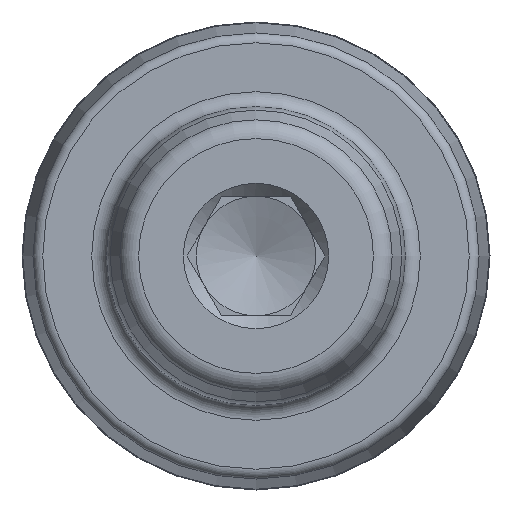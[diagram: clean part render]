
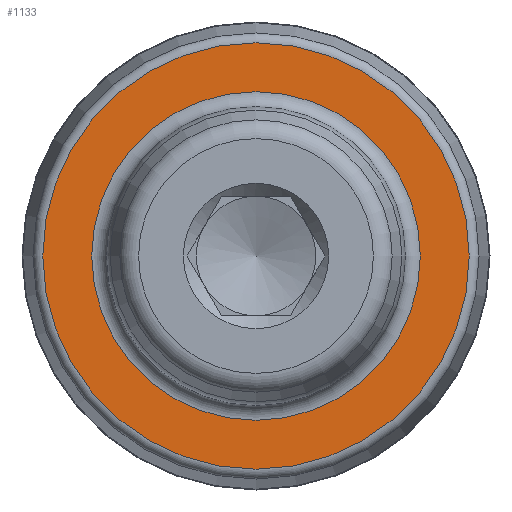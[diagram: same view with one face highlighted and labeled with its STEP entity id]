
A CAD part, front view. The second image highlights one B-rep face of the part: STEP entity #1133.
In plain terms, the highlighted planar face has unit normal (0, -1, 0).
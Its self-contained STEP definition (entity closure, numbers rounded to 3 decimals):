
#30 = CARTESIAN_POINT ( 'NONE',  ( 0., -13.3, 0. ) ) ;
#93 = EDGE_CURVE ( 'NONE', #1017, #1017, #706, .T. ) ;
#118 = CARTESIAN_POINT ( 'NONE',  ( 0., -13.3, 16.5 ) ) ;
#220 = DIRECTION ( 'NONE',  ( 0., 0., 1. ) ) ;
#250 = ORIENTED_EDGE ( 'NONE', *, *, #464, .T. ) ;
#277 = DIRECTION ( 'NONE',  ( 0., 1., 0. ) ) ;
#344 = FACE_BOUND ( 'NONE', #852, .T. ) ;
#363 = CARTESIAN_POINT ( 'NONE',  ( 0., -13.3, 21.412 ) ) ;
#440 = AXIS2_PLACEMENT_3D ( 'NONE', #630, #977, #722 ) ;
#441 = DIRECTION ( 'NONE',  ( 0., 0., 1. ) ) ;
#464 = EDGE_CURVE ( 'NONE', #772, #772, #940, .T. ) ;
#489 = AXIS2_PLACEMENT_3D ( 'NONE', #552, #277, #441 ) ;
#537 = AXIS2_PLACEMENT_3D ( 'NONE', #30, #657, #220 ) ;
#552 = CARTESIAN_POINT ( 'NONE',  ( 0., -13.3, 0. ) ) ;
#556 = FACE_OUTER_BOUND ( 'NONE', #620, .T. ) ;
#620 = EDGE_LOOP ( 'NONE', ( #744 ) ) ;
#630 = CARTESIAN_POINT ( 'NONE',  ( 21.412, -13.3, 0. ) ) ;
#657 = DIRECTION ( 'NONE',  ( 0., 1., 0. ) ) ;
#706 = CIRCLE ( 'NONE', #537, 21.412 ) ;
#717 = PLANE ( 'NONE',  #440 ) ;
#722 = DIRECTION ( 'NONE',  ( 0., 0., -1. ) ) ;
#744 = ORIENTED_EDGE ( 'NONE', *, *, #93, .F. ) ;
#772 = VERTEX_POINT ( 'NONE', #118 ) ;
#852 = EDGE_LOOP ( 'NONE', ( #250 ) ) ;
#940 = CIRCLE ( 'NONE', #489, 16.5 ) ;
#977 = DIRECTION ( 'NONE',  ( 0., -1., 0. ) ) ;
#1017 = VERTEX_POINT ( 'NONE', #363 ) ;
#1133 = ADVANCED_FACE ( 'NONE', ( #344, #556 ), #717, .T. ) ;
